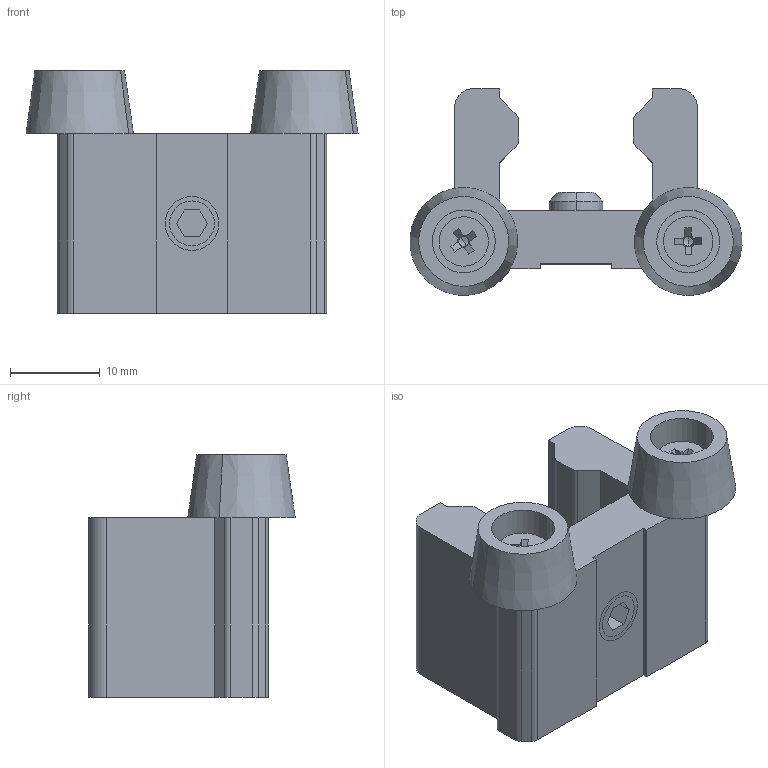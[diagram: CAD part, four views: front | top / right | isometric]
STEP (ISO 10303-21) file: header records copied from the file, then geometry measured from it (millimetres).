
FILE_DESCRIPTION (( 'STEP AP214' ), '1' );
FILE_NAME ('B654 Îãðàíè÷èòåëü õîäà äëÿ ïðîôèëüíûõ íàïðàâëÿþùèõ 15 ìì.STEP', '2025-10-23T09:50:37', ( '' ), ( '' ), 'SwSTEP 2.0', 'SolidWorks 2025', '' );
FILE_SCHEMA (( 'AUTOMOTIVE_DESIGN' ));
Length unit declared in the file: millimetre
Products named in the file (5): B654 Винт_00; B654 Ограничитель хода для профильных направляющих 15 мм; countersunk flat head cross recess screw_din_DIN EN ISO 7046-1 - M3 x 6 - Z - 6N; B654 Конус_00; B654 Корпус_00
Assembly tree (6 placements, depth 2):
  B654 Ограничитель хода для профильных направляющих 15 мм
    B654 Корпус_00
    B654 Конус_00  x2
    B654 Винт_00
    countersunk flat head cross recess screw_din_DIN EN ISO 7046-1 - M3 x 6 - Z - 6N  x2
Bounding box: 36.96 x 22.98 x 27 mm (x, y, z)
Volume: 7891.2 mm3; surface area: 4899.5 mm2
Topology: 6 solids, 6 shells, 163 faces, 390 edges, 242 vertices
Faces by surface type: plane 91, cylinder 36, cone 32, torus 4
Entity records: 3536 total; most frequent: CARTESIAN_POINT 613, DIRECTION 595, ORIENTED_EDGE 552, EDGE_CURVE 276, AXIS2_PLACEMENT_3D 210, VERTEX_POINT 176, VECTOR 175, LINE 175
